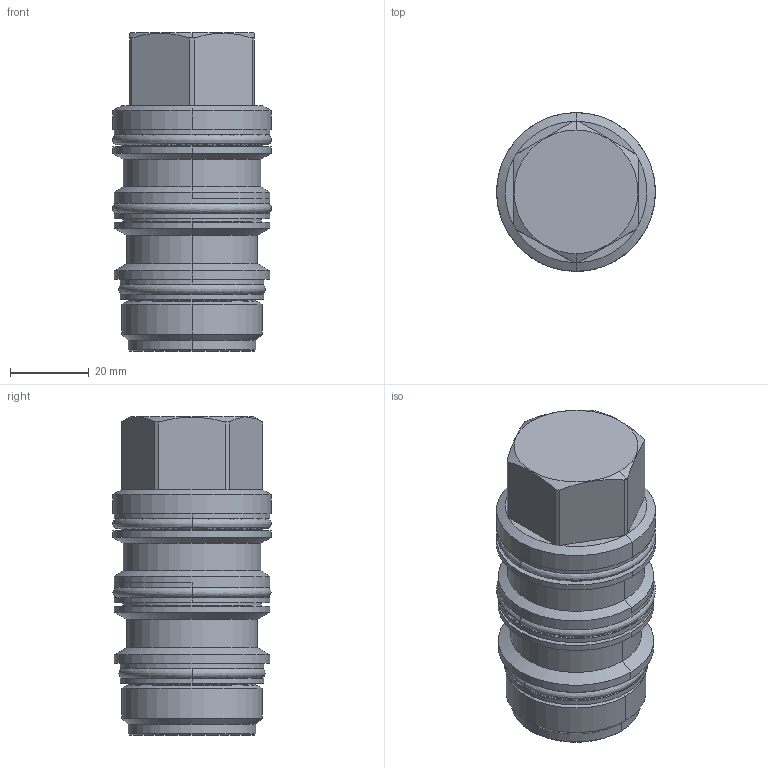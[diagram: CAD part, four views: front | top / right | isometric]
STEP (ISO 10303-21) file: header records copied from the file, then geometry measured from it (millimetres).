
FILE_DESCRIPTION((''),'2;1');
FILE_NAME('XPOA-XXN_PRT','2009-08-28T',('Administrator'),(''),'PRO/ENGINEER BY PARAMETRIC TECHNOLOGY CORPORATION, 2006240','PRO/ENGINEER BY PARAMETRIC TECHNOLOGY CORPORATION, 2006240','');
FILE_SCHEMA(('CONFIG_CONTROL_DESIGN'));
Length unit declared in the file: inch
Products named in the file (1): XPOA-XXN_PRT
Bounding box: 40.39 x 40.39 x 80.98 mm (x, y, z)
Volume: 82449.5 mm3; surface area: 17060.8 mm2
Topology: 3 solids, 3 shells, 116 faces, 256 edges, 154 vertices
Faces by surface type: cylinder 44, plane 26, torus 18, cone 18, revolution 10
Entity records: 3758 total; most frequent: CARTESIAN_POINT 1072, DIRECTION 610, ORIENTED_EDGE 512, AXIS2_PLACEMENT_3D 262, EDGE_CURVE 256, CIRCLE 156, VERTEX_POINT 154, EDGE_LOOP 128
